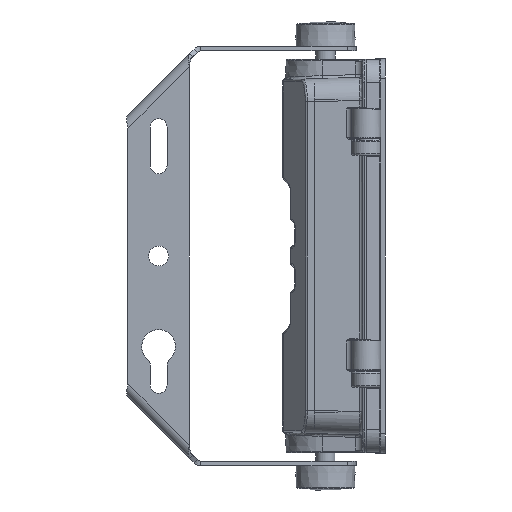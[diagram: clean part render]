
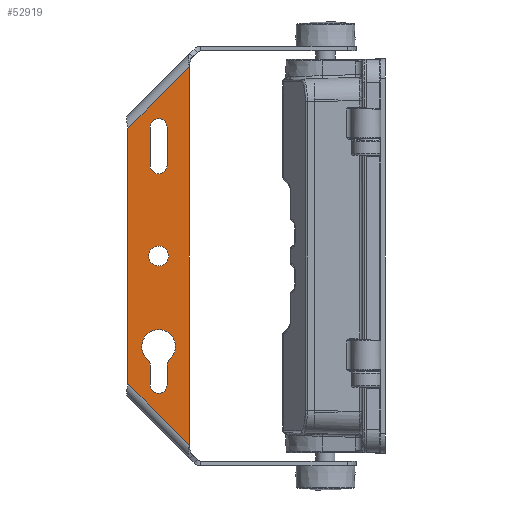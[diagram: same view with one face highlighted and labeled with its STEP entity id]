
A CAD part, front view. The second image highlights one B-rep face of the part: STEP entity #52919.
In plain terms, the highlighted planar face has unit normal (-0.001, -1, 0).
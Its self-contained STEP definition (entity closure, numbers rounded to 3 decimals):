
#39 = EDGE_CURVE ( 'NONE', #40299, #13557, #17793, .T. ) ;
#166 = CARTESIAN_POINT ( 'NONE',  ( -84., -0.004, -5.5 ) ) ;
#478 = VERTEX_POINT ( 'NONE', #60582 ) ;
#864 = CARTESIAN_POINT ( 'NONE',  ( -123.305, -0.013, -20. ) ) ;
#940 = CARTESIAN_POINT ( 'NONE',  ( -84., 0., 0. ) ) ;
#1031 = CARTESIAN_POINT ( 'NONE',  ( 83.305, 0.013, 20. ) ) ;
#1354 = ORIENTED_EDGE ( 'NONE', *, *, #39, .T. ) ;
#1650 = LINE ( 'NONE', #1031, #5248 ) ;
#1719 = DIRECTION ( 'NONE',  ( 0., -1., 0.001 ) ) ;
#1840 = CIRCLE ( 'NONE', #49771, 5.5 ) ;
#2096 = ORIENTED_EDGE ( 'NONE', *, *, #21088, .T. ) ;
#2460 = EDGE_CURVE ( 'NONE', #36599, #478, #45365, .T. ) ;
#2527 = AXIS2_PLACEMENT_3D ( 'NONE', #47849, #24457, #23537 ) ;
#2779 = AXIS2_PLACEMENT_3D ( 'NONE', #35644, #44415, #25990 ) ;
#3063 = VERTEX_POINT ( 'NONE', #166 ) ;
#3829 = EDGE_LOOP ( 'NONE', ( #4761, #19706, #37841, #38786 ) ) ;
#4203 = EDGE_LOOP ( 'NONE', ( #41120, #60058, #2096, #27954 ) ) ;
#4458 = FACE_BOUND ( 'NONE', #25815, .T. ) ;
#4516 = EDGE_CURVE ( 'NONE', #21343, #50430, #52200, .T. ) ;
#4522 = VECTOR ( 'NONE', #60509, 1000. ) ;
#4761 = ORIENTED_EDGE ( 'NONE', *, *, #44549, .F. ) ;
#5248 = VECTOR ( 'NONE', #57588, 1000. ) ;
#5373 = EDGE_CURVE ( 'NONE', #36599, #13557, #28916, .T. ) ;
#5483 = DIRECTION ( 'NONE',  ( 0., 0.001, 1. ) ) ;
#6140 = ORIENTED_EDGE ( 'NONE', *, *, #36650, .T. ) ;
#6663 = CARTESIAN_POINT ( 'NONE',  ( -123.305, -0.013, -20. ) ) ;
#7041 = VERTEX_POINT ( 'NONE', #11607 ) ;
#7144 = VECTOR ( 'NONE', #10006, 1000. ) ;
#7729 = CARTESIAN_POINT ( 'NONE',  ( -67.3, -0.005, -7.219 ) ) ;
#7743 = CARTESIAN_POINT ( 'NONE',  ( -6.5, 0., 0. ) ) ;
#8065 = DIRECTION ( 'NONE',  ( -0.755, 0., -0.656 ) ) ;
#9369 = CARTESIAN_POINT ( 'NONE',  ( 84., -0.004, -5.5 ) ) ;
#9489 = CARTESIAN_POINT ( 'NONE',  ( 84., 0., 0. ) ) ;
#9669 = CARTESIAN_POINT ( 'NONE',  ( 59., -0.004, -5.5 ) ) ;
#9832 = VERTEX_POINT ( 'NONE', #7743 ) ;
#10006 = DIRECTION ( 'NONE',  ( 1., 0., 0. ) ) ;
#10918 = VECTOR ( 'NONE', #42136, 1000. ) ;
#11016 = AXIS2_PLACEMENT_3D ( 'NONE', #37392, #28306, #8065 ) ;
#11607 = CARTESIAN_POINT ( 'NONE',  ( -84., 0.004, 5.5 ) ) ;
#12309 = VERTEX_POINT ( 'NONE', #28376 ) ;
#12588 = CARTESIAN_POINT ( 'NONE',  ( 0., 0., 0. ) ) ;
#13510 = CARTESIAN_POINT ( 'NONE',  ( 6.5, 0., 0. ) ) ;
#13557 = VERTEX_POINT ( 'NONE', #61660 ) ;
#13774 = EDGE_CURVE ( 'NONE', #22897, #9832, #57121, .T. ) ;
#16409 = EDGE_CURVE ( 'NONE', #12309, #38434, #24676, .T. ) ;
#17582 = DIRECTION ( 'NONE',  ( 0., -1., 0.001 ) ) ;
#17793 = CIRCLE ( 'NONE', #2779, 5. ) ;
#18235 = CARTESIAN_POINT ( 'NONE',  ( -71.073, -0.007, -10.5 ) ) ;
#18546 = DIRECTION ( 'NONE',  ( -1., 0., 0. ) ) ;
#19179 = DIRECTION ( 'NONE',  ( 0., -1., 0.001 ) ) ;
#19706 = ORIENTED_EDGE ( 'NONE', *, *, #16409, .T. ) ;
#20405 = EDGE_CURVE ( 'NONE', #478, #3063, #32245, .T. ) ;
#20738 = CARTESIAN_POINT ( 'NONE',  ( 84., -0.004, -5.5 ) ) ;
#21088 = EDGE_CURVE ( 'NONE', #27572, #21583, #47231, .T. ) ;
#21343 = VERTEX_POINT ( 'NONE', #20738 ) ;
#21357 = DIRECTION ( 'NONE',  ( 1., 0., 0. ) ) ;
#21359 = AXIS2_PLACEMENT_3D ( 'NONE', #940, #53130, #29347 ) ;
#21524 = CIRCLE ( 'NONE', #2527, 6.5 ) ;
#21583 = VERTEX_POINT ( 'NONE', #864 ) ;
#22602 = FACE_OUTER_BOUND ( 'NONE', #4203, .T. ) ;
#22887 = DIRECTION ( 'NONE',  ( -1., 0., 0. ) ) ;
#22897 = VERTEX_POINT ( 'NONE', #13510 ) ;
#22959 = ORIENTED_EDGE ( 'NONE', *, *, #20405, .T. ) ;
#23537 = DIRECTION ( 'NONE',  ( -1., 0., 0. ) ) ;
#24282 = EDGE_LOOP ( 'NONE', ( #55535, #38673 ) ) ;
#24457 = DIRECTION ( 'NONE',  ( 0., -1., 0.001 ) ) ;
#24676 = LINE ( 'NONE', #53800, #7144 ) ;
#25532 = LINE ( 'NONE', #37354, #4522 ) ;
#25559 = VECTOR ( 'NONE', #36933, 1000. ) ;
#25815 = EDGE_LOOP ( 'NONE', ( #22959, #38565, #6140, #1354, #37418, #37186 ) ) ;
#25990 = DIRECTION ( 'NONE',  ( 0., -0.001, -1. ) ) ;
#27160 = CIRCLE ( 'NONE', #50171, 5.5 ) ;
#27572 = VERTEX_POINT ( 'NONE', #43666 ) ;
#27574 = DIRECTION ( 'NONE',  ( -0.707, 0., -0.707 ) ) ;
#27857 = LINE ( 'NONE', #37838, #25559 ) ;
#27954 = ORIENTED_EDGE ( 'NONE', *, *, #38984, .T. ) ;
#28306 = DIRECTION ( 'NONE',  ( 0., -1., 0.001 ) ) ;
#28376 = CARTESIAN_POINT ( 'NONE',  ( 59., 0.004, 5.5 ) ) ;
#28554 = VERTEX_POINT ( 'NONE', #59141 ) ;
#28916 = CIRCLE ( 'NONE', #11016, 11. ) ;
#29156 = EDGE_CURVE ( 'NONE', #50949, #28554, #1650, .T. ) ;
#29347 = DIRECTION ( 'NONE',  ( 0., 0.001, 1. ) ) ;
#29374 = AXIS2_PLACEMENT_3D ( 'NONE', #42233, #33157, #18546 ) ;
#29596 = CARTESIAN_POINT ( 'NONE',  ( 84., 0.004, 5.5 ) ) ;
#29687 = EDGE_CURVE ( 'NONE', #7041, #3063, #53269, .T. ) ;
#29816 = CARTESIAN_POINT ( 'NONE',  ( 59., 0., 0. ) ) ;
#30157 = AXIS2_PLACEMENT_3D ( 'NONE', #12588, #17582, #32509 ) ;
#30589 = VECTOR ( 'NONE', #21357, 1000. ) ;
#31622 = CARTESIAN_POINT ( 'NONE',  ( -71.073, -0.004, -5.5 ) ) ;
#32245 = LINE ( 'NONE', #31622, #32772 ) ;
#32509 = DIRECTION ( 'NONE',  ( 1., 0., 0. ) ) ;
#32580 = DIRECTION ( 'NONE',  ( 0., -0.001, -1. ) ) ;
#32772 = VECTOR ( 'NONE', #22887, 1000. ) ;
#32836 = EDGE_CURVE ( 'NONE', #9832, #22897, #21524, .T. ) ;
#33157 = DIRECTION ( 'NONE',  ( 0., -1., 0.001 ) ) ;
#35644 = CARTESIAN_POINT ( 'NONE',  ( -71.073, 0.007, 10.5 ) ) ;
#35954 = LINE ( 'NONE', #6663, #30589 ) ;
#36395 = CARTESIAN_POINT ( 'NONE',  ( -71.073, 0.004, 5.5 ) ) ;
#36599 = VERTEX_POINT ( 'NONE', #7729 ) ;
#36650 = EDGE_CURVE ( 'NONE', #7041, #40299, #25532, .T. ) ;
#36687 = VECTOR ( 'NONE', #27574, 1000. ) ;
#36933 = DIRECTION ( 'NONE',  ( -1., 0., 0. ) ) ;
#37186 = ORIENTED_EDGE ( 'NONE', *, *, #2460, .T. ) ;
#37354 = CARTESIAN_POINT ( 'NONE',  ( -84., 0.004, 5.5 ) ) ;
#37392 = CARTESIAN_POINT ( 'NONE',  ( -59., 0., 0. ) ) ;
#37418 = ORIENTED_EDGE ( 'NONE', *, *, #5373, .F. ) ;
#37838 = CARTESIAN_POINT ( 'NONE',  ( 83.305, 0.013, 20. ) ) ;
#37841 = ORIENTED_EDGE ( 'NONE', *, *, #49782, .F. ) ;
#38434 = VERTEX_POINT ( 'NONE', #29596 ) ;
#38565 = ORIENTED_EDGE ( 'NONE', *, *, #29687, .F. ) ;
#38673 = ORIENTED_EDGE ( 'NONE', *, *, #13774, .F. ) ;
#38786 = ORIENTED_EDGE ( 'NONE', *, *, #4516, .T. ) ;
#38984 = EDGE_CURVE ( 'NONE', #21583, #28554, #35954, .T. ) ;
#40299 = VERTEX_POINT ( 'NONE', #36395 ) ;
#41120 = ORIENTED_EDGE ( 'NONE', *, *, #29156, .F. ) ;
#41301 = CARTESIAN_POINT ( 'NONE',  ( -83.305, 0.013, 20. ) ) ;
#42136 = DIRECTION ( 'NONE',  ( -1., 0., 0. ) ) ;
#42233 = CARTESIAN_POINT ( 'NONE',  ( 73.305, -0.013, -20. ) ) ;
#42534 = FACE_BOUND ( 'NONE', #3829, .T. ) ;
#43666 = CARTESIAN_POINT ( 'NONE',  ( -83.305, 0.013, 20. ) ) ;
#44415 = DIRECTION ( 'NONE',  ( 0., -1., 0.001 ) ) ;
#44549 = EDGE_CURVE ( 'NONE', #12309, #50430, #1840, .T. ) ;
#45365 = CIRCLE ( 'NONE', #54431, 5. ) ;
#46911 = DIRECTION ( 'NONE',  ( 0., -1., 0.001 ) ) ;
#47231 = LINE ( 'NONE', #41301, #36687 ) ;
#47849 = CARTESIAN_POINT ( 'NONE',  ( 0., 0., 0. ) ) ;
#48198 = CARTESIAN_POINT ( 'NONE',  ( 83.305, 0.013, 20. ) ) ;
#49771 = AXIS2_PLACEMENT_3D ( 'NONE', #29816, #1719, #5483 ) ;
#49782 = EDGE_CURVE ( 'NONE', #21343, #38434, #27160, .T. ) ;
#50171 = AXIS2_PLACEMENT_3D ( 'NONE', #9489, #19179, #32580 ) ;
#50430 = VERTEX_POINT ( 'NONE', #9669 ) ;
#50949 = VERTEX_POINT ( 'NONE', #48198 ) ;
#52200 = LINE ( 'NONE', #9369, #10918 ) ;
#52919 = ADVANCED_FACE ( 'NONE', ( #4458, #42534, #55738, #22602 ), #56366, .T. ) ;
#53130 = DIRECTION ( 'NONE',  ( 0., -1., 0.001 ) ) ;
#53269 = CIRCLE ( 'NONE', #21359, 5.5 ) ;
#53800 = CARTESIAN_POINT ( 'NONE',  ( 59., 0.004, 5.5 ) ) ;
#54431 = AXIS2_PLACEMENT_3D ( 'NONE', #18235, #46911, #55442 ) ;
#55442 = DIRECTION ( 'NONE',  ( 0.755, 0., 0.656 ) ) ;
#55535 = ORIENTED_EDGE ( 'NONE', *, *, #32836, .F. ) ;
#55738 = FACE_BOUND ( 'NONE', #24282, .T. ) ;
#55959 = EDGE_CURVE ( 'NONE', #50949, #27572, #27857, .T. ) ;
#56366 = PLANE ( 'NONE',  #29374 ) ;
#57121 = CIRCLE ( 'NONE', #30157, 6.5 ) ;
#57588 = DIRECTION ( 'NONE',  ( 0.707, 0., -0.707 ) ) ;
#59141 = CARTESIAN_POINT ( 'NONE',  ( 123.305, -0.013, -20. ) ) ;
#60058 = ORIENTED_EDGE ( 'NONE', *, *, #55959, .T. ) ;
#60509 = DIRECTION ( 'NONE',  ( 1., 0., 0. ) ) ;
#60582 = CARTESIAN_POINT ( 'NONE',  ( -71.073, -0.004, -5.5 ) ) ;
#61660 = CARTESIAN_POINT ( 'NONE',  ( -67.3, 0.005, 7.219 ) ) ;
